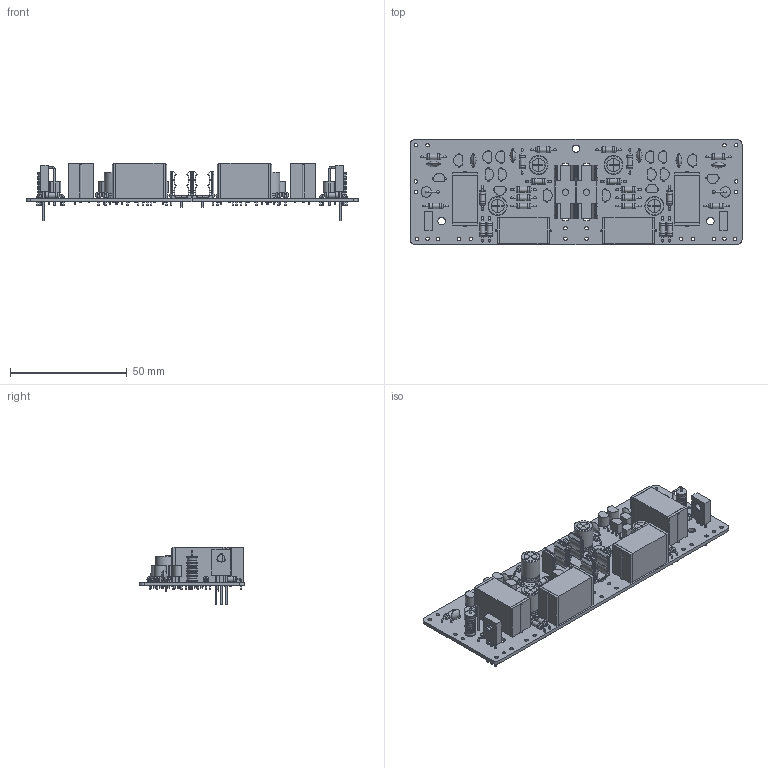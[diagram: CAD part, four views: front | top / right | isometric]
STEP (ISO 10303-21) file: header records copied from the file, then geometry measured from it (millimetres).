
FILE_DESCRIPTION(('KiCad electronic assembly'),'2;1');
FILE_NAME('amp_board_Rev-A.step','2025-06-09T11:58:03',('Pcbnew'),( 'Kicad'),'Open CASCADE STEP processor 7.5','KiCad to STEP converter' ,'Unknown');
FILE_SCHEMA(('AUTOMOTIVE_DESIGN { 1 0 10303 214 1 1 1 1 }'));
Length unit declared in the file: millimetre
Products named in the file (10): amp_board_Rev-A 1; L_Axial_L11.0mm_D4.5mm_P5.08mm_Vertical_Fastron_MECC; C_Disc_D5.0mm_W2.5mm_P5.00mm; TO-92_Inline_Wide; C_Radial_D8.0mm_H11.5mm_P3.50mm; R_Axial_DIN0207_L6.3mm_D2.5mm_P10.16mm_Horizontal; C_Rect_L24.0mm_W10.9mm_P22.50mm_MKT; TO-126-3_Vertical; Fuseholder_Cylinder-5x20mm_Schurter_0031_8201_Horizontal_Open; amp_board_Rev-A_PCB
Assembly tree (63 placements, depth 2):
  amp_board_Rev-A 1
    L_Axial_L11.0mm_D4.5mm_P5.08mm_Vertical_Fastron_MECC  x2
    C_Disc_D5.0mm_W2.5mm_P5.00mm  x6
    TO-92_Inline_Wide  x16
    C_Radial_D8.0mm_H11.5mm_P3.50mm  x8
    R_Axial_DIN0207_L6.3mm_D2.5mm_P10.16mm_Horizontal  x22
    C_Rect_L24.0mm_W10.9mm_P22.50mm_MKT  x4
    TO-126-3_Vertical  x2
    Fuseholder_Cylinder-5x20mm_Schurter_0031_8201_Horizontal_Open  x2
    amp_board_Rev-A_PCB
Bounding box: 142 x 45 x 24.75 mm (x, y, z)
Volume: 32423 mm3; surface area: 32259.6 mm2
Topology: 63 solids, 71 shells, 1841 faces, 4273 edges, 2748 vertices
Faces by surface type: plane 1090, cylinder 575, torus 112, revolution 28, bspline 16, sphere 12, cone 8
Full cylindrical faces by diameter (mm): 0.002 x2, 0.5 x24, 0.6 x104, 0.7 x8, 0.8 x120, 0.9 x8, 1 x10, 1.2 x8, 1.5 x22, 2.25 x22, 2.5 x44, 2.7 x2, 3.16 x2, 3.2 x5, 4 x2, 4.05 x14, 4.5 x4, 5.6 x24, 8 x16
Entity records: 18094 total; most frequent: CARTESIAN_POINT 3248, DIRECTION 3136, ORIENTED_EDGE 2804, EDGE_CURVE 1402, AXIS2_PLACEMENT_3D 1153, VERTEX_POINT 913, FACE_BOUND 891, EDGE_LOOP 891
